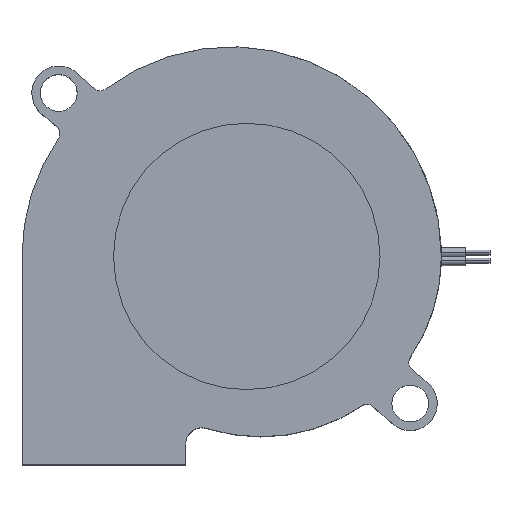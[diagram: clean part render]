
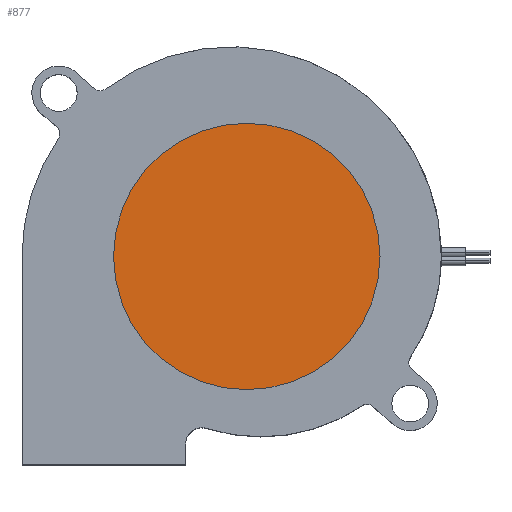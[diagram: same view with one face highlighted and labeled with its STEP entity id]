
A CAD part, top view. The second image highlights one B-rep face of the part: STEP entity #877.
In plain terms, the highlighted planar face has unit normal (0, 0, 1).
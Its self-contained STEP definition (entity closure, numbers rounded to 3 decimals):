
#37 = CIRCLE ( 'NONE', #606, 16.3 ) ;
#96 = FACE_OUTER_BOUND ( 'NONE', #1530, .T. ) ;
#111 = DIRECTION ( 'NONE',  ( 1., 0., 0. ) ) ;
#140 = VERTEX_POINT ( 'NONE', #1548 ) ;
#266 = CARTESIAN_POINT ( 'NONE',  ( -16.3, 0., 14. ) ) ;
#339 = AXIS2_PLACEMENT_3D ( 'NONE', #1541, #372, #111 ) ;
#366 = PLANE ( 'NONE',  #576 ) ;
#372 = DIRECTION ( 'NONE',  ( 0., 0., 1. ) ) ;
#520 = CARTESIAN_POINT ( 'NONE',  ( 0., 0., 14. ) ) ;
#522 = EDGE_CURVE ( 'NONE', #140, #1083, #782, .T. ) ;
#574 = ORIENTED_EDGE ( 'NONE', *, *, #1529, .T. ) ;
#576 = AXIS2_PLACEMENT_3D ( 'NONE', #520, #914, #1141 ) ;
#606 = AXIS2_PLACEMENT_3D ( 'NONE', #1544, #762, #898 ) ;
#762 = DIRECTION ( 'NONE',  ( 0., 0., 1. ) ) ;
#782 = CIRCLE ( 'NONE', #339, 16.3 ) ;
#868 = ORIENTED_EDGE ( 'NONE', *, *, #522, .T. ) ;
#877 = ADVANCED_FACE ( 'NONE', ( #96 ), #366, .T. ) ;
#898 = DIRECTION ( 'NONE',  ( 1., 0., 0. ) ) ;
#914 = DIRECTION ( 'NONE',  ( 0., 0., 1. ) ) ;
#1083 = VERTEX_POINT ( 'NONE', #266 ) ;
#1141 = DIRECTION ( 'NONE',  ( 1., 0., 0. ) ) ;
#1529 = EDGE_CURVE ( 'NONE', #1083, #140, #37, .T. ) ;
#1530 = EDGE_LOOP ( 'NONE', ( #868, #574 ) ) ;
#1541 = CARTESIAN_POINT ( 'NONE',  ( 0., 0., 14. ) ) ;
#1544 = CARTESIAN_POINT ( 'NONE',  ( 0., 0., 14. ) ) ;
#1548 = CARTESIAN_POINT ( 'NONE',  ( 16.3, 0., 14. ) ) ;
